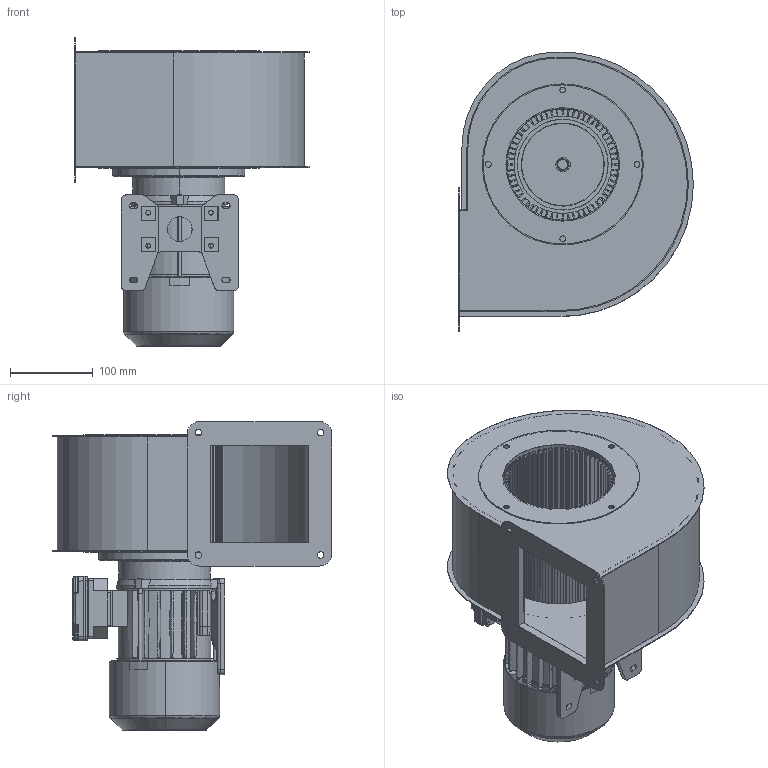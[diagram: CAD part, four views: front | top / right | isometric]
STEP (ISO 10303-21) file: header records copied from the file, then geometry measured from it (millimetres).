
FILE_DESCRIPTION (( 'STEP AP203' ), '1' );
FILE_NAME ('Assieme DIC 140.STEP', '2023-01-17T09:48:13', ( '' ), ( '' ), 'SwSTEP 2.0', 'SolidWorks 2022', '' );
FILE_SCHEMA (( 'CONFIG_CONTROL_DESIGN' ));
Length unit declared in the file: millimetre
Products named in the file (3): DIC_140 AT; Motore Gr.71 B35 IE3 - 2SIEL71-A; Assieme DIC 140
Assembly tree (2 placements, depth 2):
  Assieme DIC 140
    DIC_140 AT
    Motore Gr.71 B35 IE3 - 2SIEL71-A
Bounding box: 284.08 x 338.5 x 374 mm (x, y, z)
Volume: 1335808.9 mm3; surface area: 1230138.5 mm2
Topology: 3 solids, 3 shells, 4236 faces, 11222 edges, 6779 vertices
Faces by surface type: plane 1577, cylinder 1335, bspline 502, torus 410, sphere 224, cone 188
Entity records: 153232 total; most frequent: CARTESIAN_POINT 53349, ORIENTED_EDGE 21572, DIRECTION 20223, EDGE_CURVE 10786, AXIS2_PLACEMENT_3D 7719, VERTEX_POINT 6739, LINE 4785, VECTOR 4785
